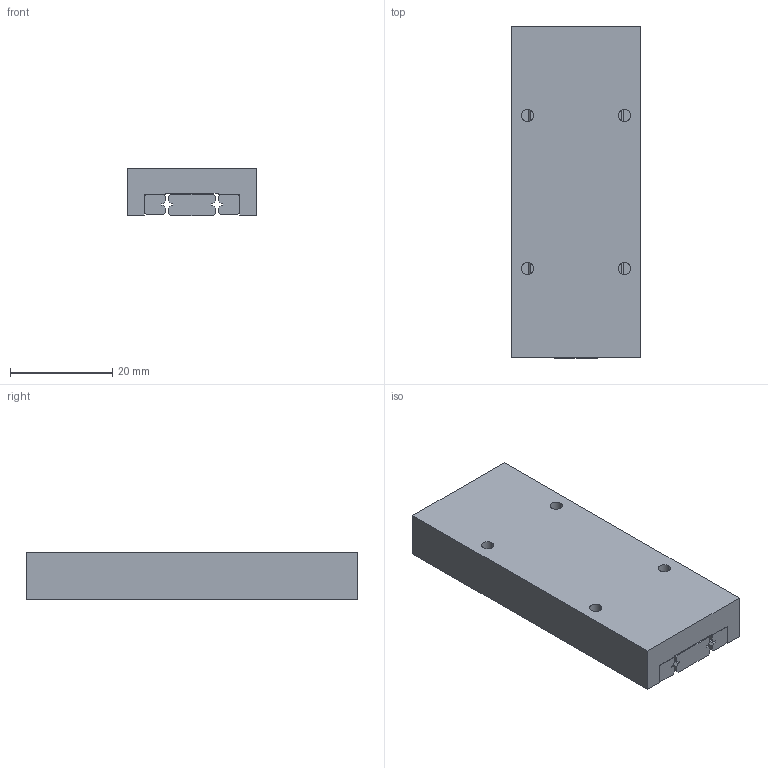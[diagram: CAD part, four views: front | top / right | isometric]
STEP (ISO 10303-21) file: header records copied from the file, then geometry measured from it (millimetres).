
FILE_DESCRIPTION((''),'2;1');
FILE_NAME('LP10-25-15.stp','2003-10-26T15:51:46',('Raul'),(''),'Autodesk Inventor (tm) 5.3','Autodesk Inventor (tm) 5.3','');
FILE_SCHEMA(('CONFIG_CONTROL_DESIGN'));
Length unit declared in the file: inch
Products named in the file (5): LP10-25-15; LP10-25-15 TOP-BASE; LP10-25-15 RAIL-A; LP10-25-15 RAIL-B; LP10-25-15 SLIDE
Assembly tree (4 placements, depth 2):
  LP10-25-15
    LP10-25-15 TOP-BASE
    LP10-25-15 RAIL-A
    LP10-25-15 RAIL-B
    LP10-25-15 SLIDE
Bounding box: 25.4 x 65 x 9.4 mm (x, y, z)
Volume: 14205.3 mm3; surface area: 9833.4 mm2
Topology: 4 solids, 4 shells, 106 faces, 286 edges, 188 vertices
Faces by surface type: plane 68, bspline 38
Entity records: 4389 total; most frequent: CARTESIAN_POINT 1123, ORIENTED_EDGE 572, DIRECTION 508, EDGE_CURVE 286, VECTOR 218, LINE 218, VERTEX_POINT 188, AXIS2_PLACEMENT_3D 145
